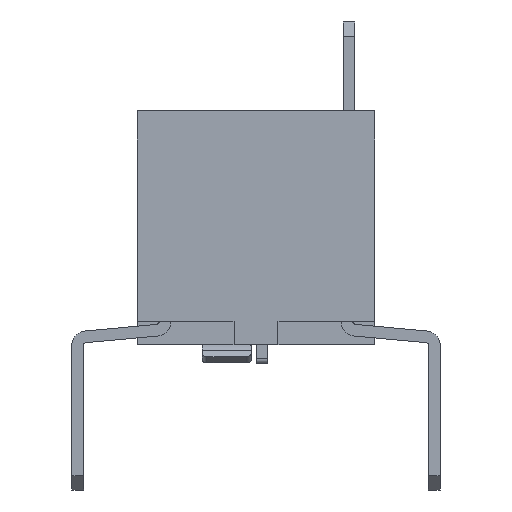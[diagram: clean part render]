
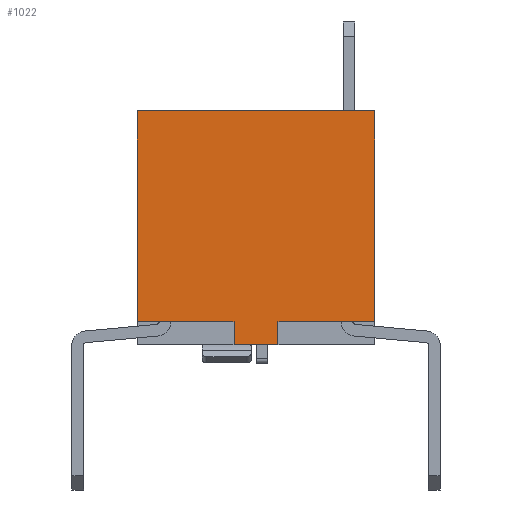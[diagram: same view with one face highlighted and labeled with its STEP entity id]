
A CAD part, left-side view. The second image highlights one B-rep face of the part: STEP entity #1022.
In plain terms, the highlighted planar face has unit normal (-1, 0, 0).
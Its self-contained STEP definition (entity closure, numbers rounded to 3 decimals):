
#1022 = ADVANCED_FACE( '', ( #2180 ), #2181, .F. );
#2180 = FACE_OUTER_BOUND( '', #3444, .T. );
#2181 = PLANE( '', #3445 );
#3444 = EDGE_LOOP( '', ( #6651, #6652, #6653, #6654, #6655, #6656, #6657, #6658 ) );
#3445 = AXIS2_PLACEMENT_3D( '', #6659, #6660, #6661 );
#6651 = ORIENTED_EDGE( '', *, *, #8546, .F. );
#6652 = ORIENTED_EDGE( '', *, *, #8179, .T. );
#6653 = ORIENTED_EDGE( '', *, *, #8594, .T. );
#6654 = ORIENTED_EDGE( '', *, *, #7529, .F. );
#6655 = ORIENTED_EDGE( '', *, *, #8028, .F. );
#6656 = ORIENTED_EDGE( '', *, *, #8660, .F. );
#6657 = ORIENTED_EDGE( '', *, *, #7886, .T. );
#6658 = ORIENTED_EDGE( '', *, *, #7455, .T. );
#6659 = CARTESIAN_POINT( '', ( -14.27, 0., 0. ) );
#6660 = DIRECTION( '', ( 1., 0., 0. ) );
#6661 = DIRECTION( '', ( 0., 0., -1. ) );
#7455 = EDGE_CURVE( '', #8913, #8911, #8914, .T. );
#7529 = EDGE_CURVE( '', #9048, #9049, #9050, .T. );
#7886 = EDGE_CURVE( '', #9648, #8913, #9656, .T. );
#8028 = EDGE_CURVE( '', #9901, #9048, #9902, .T. );
#8179 = EDGE_CURVE( '', #10124, #10130, #10132, .T. );
#8546 = EDGE_CURVE( '', #10124, #8911, #10597, .T. );
#8594 = EDGE_CURVE( '', #10130, #9049, #10660, .T. );
#8660 = EDGE_CURVE( '', #9648, #9901, #10741, .T. );
#8911 = VERTEX_POINT( '', #11024 );
#8913 = VERTEX_POINT( '', #11027 );
#8914 = LINE( '', #11028, #11029 );
#9048 = VERTEX_POINT( '', #11224 );
#9049 = VERTEX_POINT( '', #11225 );
#9050 = LINE( '', #11226, #11227 );
#9648 = VERTEX_POINT( '', #12111 );
#9656 = LINE( '', #12123, #12124 );
#9901 = VERTEX_POINT( '', #12492 );
#9902 = LINE( '', #12493, #12494 );
#10124 = VERTEX_POINT( '', #12833 );
#10130 = VERTEX_POINT( '', #12842 );
#10132 = LINE( '', #12845, #12846 );
#10597 = LINE( '', #13554, #13555 );
#10660 = LINE( '', #13654, #13655 );
#10741 = LINE( '', #13783, #13784 );
#11024 = CARTESIAN_POINT( '', ( -14.27, 0.47, -2.5 ) );
#11027 = CARTESIAN_POINT( '', ( -14.27, 0.47, -2. ) );
#11028 = CARTESIAN_POINT( '', ( -14.27, 0.47, 0. ) );
#11029 = VECTOR( '', #14099, 1000. );
#11224 = CARTESIAN_POINT( '', ( -14.27, -2.54, 2.5 ) );
#11225 = CARTESIAN_POINT( '', ( -14.27, -2.54, -2. ) );
#11226 = CARTESIAN_POINT( '', ( -14.27, -2.54, 2.5 ) );
#11227 = VECTOR( '', #14161, 1000. );
#12111 = CARTESIAN_POINT( '', ( -14.27, 2.54, -2. ) );
#12123 = CARTESIAN_POINT( '', ( -14.27, 0., -2. ) );
#12124 = VECTOR( '', #14501, 1000. );
#12492 = CARTESIAN_POINT( '', ( -14.27, 2.54, 2.5 ) );
#12493 = CARTESIAN_POINT( '', ( -14.27, 2.54, 2.5 ) );
#12494 = VECTOR( '', #14640, 1000. );
#12833 = CARTESIAN_POINT( '', ( -14.27, -0.47, -2.5 ) );
#12842 = CARTESIAN_POINT( '', ( -14.27, -0.47, -2. ) );
#12845 = CARTESIAN_POINT( '', ( -14.27, -0.47, 0. ) );
#12846 = VECTOR( '', #14765, 1000. );
#13554 = CARTESIAN_POINT( '', ( -14.27, -2.54, -2.5 ) );
#13555 = VECTOR( '', #15042, 1000. );
#13654 = CARTESIAN_POINT( '', ( -14.27, 0., -2. ) );
#13655 = VECTOR( '', #15079, 1000. );
#13783 = CARTESIAN_POINT( '', ( -14.27, 2.54, -2.5 ) );
#13784 = VECTOR( '', #15130, 1000. );
#14099 = DIRECTION( '', ( 0., 0., -1. ) );
#14161 = DIRECTION( '', ( 0., 0., -1. ) );
#14501 = DIRECTION( '', ( 0., -1., 0. ) );
#14640 = DIRECTION( '', ( 0., -1., 0. ) );
#14765 = DIRECTION( '', ( 0., 0., 1. ) );
#15042 = DIRECTION( '', ( 0., 1., 0. ) );
#15079 = DIRECTION( '', ( 0., -1., 0. ) );
#15130 = DIRECTION( '', ( 0., 0., 1. ) );
